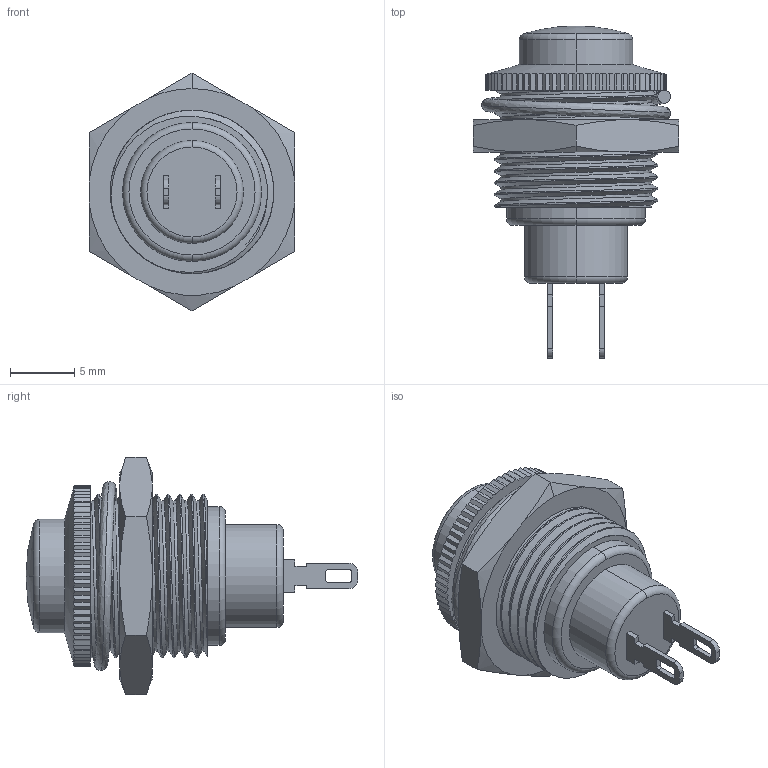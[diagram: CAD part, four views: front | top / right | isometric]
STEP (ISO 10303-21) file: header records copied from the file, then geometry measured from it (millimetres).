
FILE_DESCRIPTION (( 'STEP AP214' ), '1' );
FILE_NAME ('RP3502ARED.STEP', '2024-09-20T22:45:51', ( '' ), ( '' ), 'SwSTEP 2.0', 'SolidWorks 2021', '' );
FILE_SCHEMA (( 'AUTOMOTIVE_DESIGN' ));
Length unit declared in the file: millimetre
Products named in the file (1): RP3502ARED
Bounding box: 16 x 25.8 x 18.48 mm (x, y, z)
Volume: 2106 mm3; surface area: 1866.4 mm2
Topology: 6 solids, 6 shells, 267 faces, 747 edges, 495 vertices
Faces by surface type: plane 197, cylinder 41, cone 16, torus 6, bspline 5, sphere 2
Entity records: 12903 total; most frequent: CARTESIAN_POINT 6342, ORIENTED_EDGE 1494, DIRECTION 1131, EDGE_CURVE 747, VERTEX_POINT 495, VECTOR 447, LINE 447, AXIS2_PLACEMENT_3D 342
